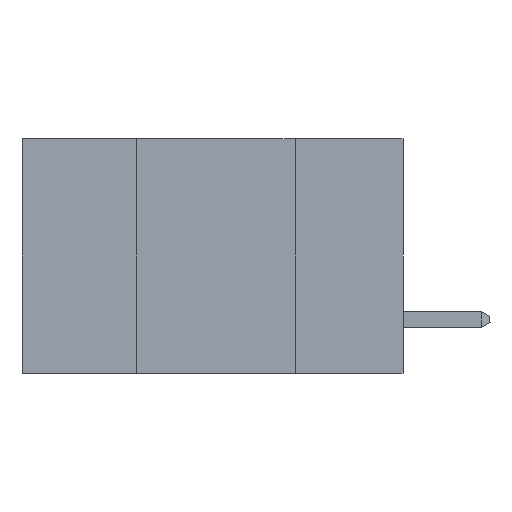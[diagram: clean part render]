
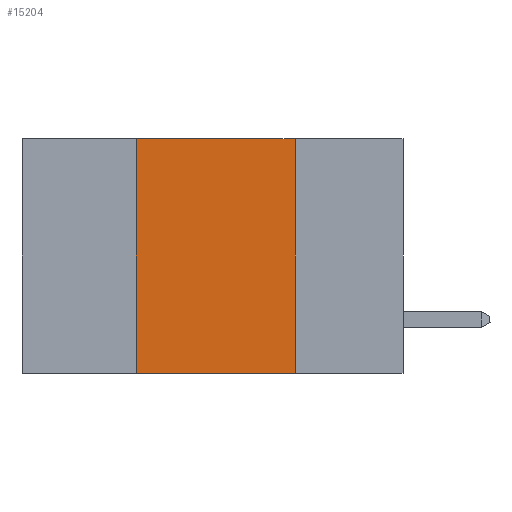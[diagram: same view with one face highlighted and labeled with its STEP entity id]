
A CAD part, left-side view. The second image highlights one B-rep face of the part: STEP entity #15204.
In plain terms, the highlighted planar face has unit normal (-1, 0, 0).
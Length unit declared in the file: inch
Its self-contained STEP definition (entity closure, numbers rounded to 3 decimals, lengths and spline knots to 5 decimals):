
#496 = DIRECTION ( 'NONE',  ( 0., 0., -1. ) ) ;
#2311 = DIRECTION ( 'NONE',  ( 1., 0., 0. ) ) ;
#2323 = CARTESIAN_POINT ( 'NONE',  ( 0., 0.17, 0. ) ) ;
#2420 = CARTESIAN_POINT ( 'NONE',  ( 0., 0.17, 0. ) ) ;
#2805 = LINE ( 'NONE', #7842, #9285 ) ;
#2812 = VERTEX_POINT ( 'NONE', #2323 ) ;
#3257 = AXIS2_PLACEMENT_3D ( 'NONE', #17444, #2311, #496 ) ;
#3516 = PLANE ( 'NONE',  #3257 ) ;
#5066 = FACE_OUTER_BOUND ( 'NONE', #11667, .T. ) ;
#6382 = DIRECTION ( 'NONE',  ( 0., -1., 0. ) ) ;
#6387 = EDGE_CURVE ( 'NONE', #13258, #7398, #14994, .T. ) ;
#7223 = ORIENTED_EDGE ( 'NONE', *, *, #6387, .T. ) ;
#7398 = VERTEX_POINT ( 'NONE', #13948 ) ;
#7842 = CARTESIAN_POINT ( 'NONE',  ( 0., 0.6, 0. ) ) ;
#7909 = DIRECTION ( 'NONE',  ( 0., 0., -1. ) ) ;
#8081 = VECTOR ( 'NONE', #16656, 39.37008 ) ;
#8519 = ORIENTED_EDGE ( 'NONE', *, *, #17651, .F. ) ;
#9285 = VECTOR ( 'NONE', #6382, 39.37008 ) ;
#10146 = EDGE_CURVE ( 'NONE', #17911, #2812, #2805, .T. ) ;
#11667 = EDGE_LOOP ( 'NONE', ( #12144, #16281, #8519, #7223 ) ) ;
#12144 = ORIENTED_EDGE ( 'NONE', *, *, #12219, .F. ) ;
#12219 = EDGE_CURVE ( 'NONE', #2812, #7398, #17206, .T. ) ;
#13035 = VECTOR ( 'NONE', #7909, 39.37008 ) ;
#13258 = VERTEX_POINT ( 'NONE', #15653 ) ;
#13948 = CARTESIAN_POINT ( 'NONE',  ( 0., 0.17, -0.37 ) ) ;
#14040 = CARTESIAN_POINT ( 'NONE',  ( 0., 0.6, -0.37 ) ) ;
#14994 = LINE ( 'NONE', #14040, #18375 ) ;
#15204 = ADVANCED_FACE ( 'NONE', ( #5066 ), #3516, .F. ) ;
#15653 = CARTESIAN_POINT ( 'NONE',  ( 0., 0.42, -0.37 ) ) ;
#15987 = CARTESIAN_POINT ( 'NONE',  ( 0., 0.42, 0. ) ) ;
#16281 = ORIENTED_EDGE ( 'NONE', *, *, #10146, .F. ) ;
#16656 = DIRECTION ( 'NONE',  ( 0., 0., 1. ) ) ;
#16854 = DIRECTION ( 'NONE',  ( 0., -1., 0. ) ) ;
#17206 = LINE ( 'NONE', #2420, #13035 ) ;
#17444 = CARTESIAN_POINT ( 'NONE',  ( 0., 0.6, 0. ) ) ;
#17651 = EDGE_CURVE ( 'NONE', #13258, #17911, #18956, .T. ) ;
#17911 = VERTEX_POINT ( 'NONE', #15987 ) ;
#18328 = CARTESIAN_POINT ( 'NONE',  ( 0., 0.42, 0. ) ) ;
#18375 = VECTOR ( 'NONE', #16854, 39.37008 ) ;
#18956 = LINE ( 'NONE', #18328, #8081 ) ;
